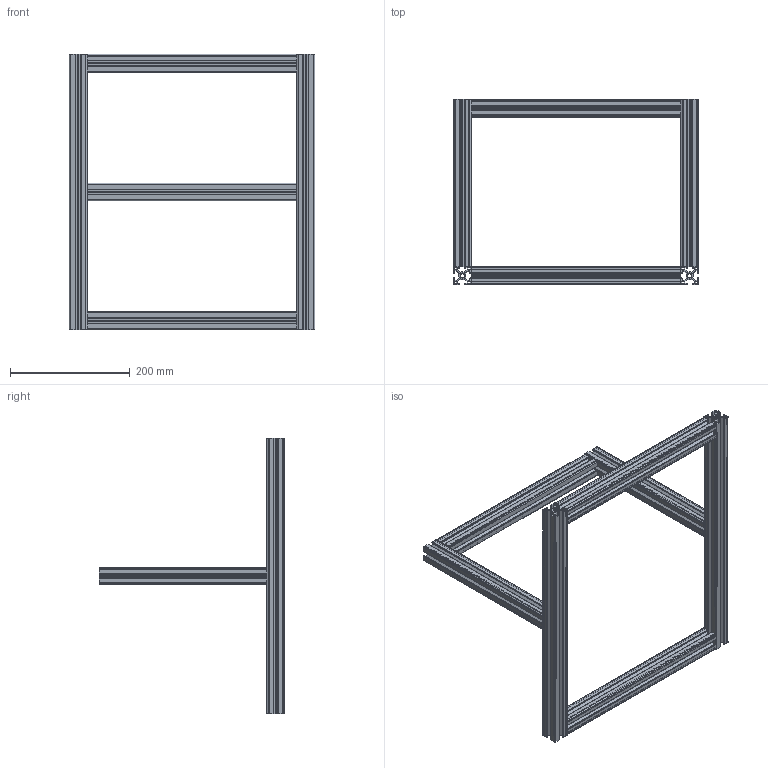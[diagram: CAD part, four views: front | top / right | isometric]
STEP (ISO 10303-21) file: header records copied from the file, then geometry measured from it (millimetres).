
FILE_DESCRIPTION (( 'STEP AP203' ), '1' );
FILE_NAME ('Chassis.STEP_Default_sldprt.STEP', '2020-12-08T06:44:02', ( 'user' ), ( '' ), 'SwSTEP 2.0', 'SolidWorks 2020', '' );
FILE_SCHEMA (( 'CONFIG_CONTROL_DESIGN' ));
Length unit declared in the file: millimetre
Products named in the file (1): Chassis.STEP_Default_sldprt
Bounding box: 410 x 310 x 460 mm (x, y, z)
Volume: 790820.9 mm3; surface area: 839183.1 mm2
Topology: 5 solids, 5 shells, 1209 faces, 3561 edges, 2350 vertices
Faces by surface type: plane 726, cylinder 483
Entity records: 40506 total; most frequent: ORIENTED_EDGE 7122, CARTESIAN_POINT 7121, DIRECTION 6971, EDGE_CURVE 3561, LINE 2571, VECTOR 2571, VERTEX_POINT 2350, AXIS2_PLACEMENT_3D 2200
